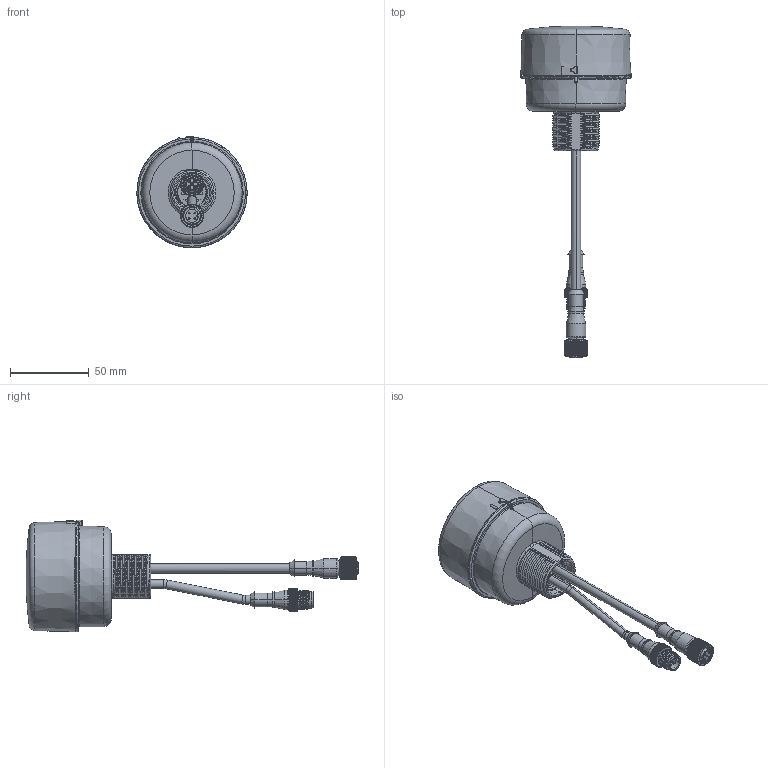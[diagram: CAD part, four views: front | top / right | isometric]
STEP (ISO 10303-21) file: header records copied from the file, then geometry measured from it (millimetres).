
FILE_DESCRIPTION((''),'2;1');
FILE_NAME('228429_SM01_ASM','2022-03-11T14:31:03',('PDMAdmin'),('BANNER ENGINEERING'),'CREO PARAMETRIC BY PTC INC, 2019292','CREO PARAMETRIC BY PTC INC, 2019292','');
FILE_SCHEMA(('CONFIG_CONTROL_DESIGN'));
Length unit declared in the file: millimetre
Products named in the file (2): 228429_EP01; 228429_SM01_ASM
Assembly tree (1 placements, depth 2):
  228429_SM01_ASM
    228429_EP01
Bounding box: 70 x 210.77 x 70.76 mm (x, y, z)
Volume: 209490.7 mm3; surface area: 36700.8 mm2
Topology: 1 solids, 2 shells, 6196 faces, 13696 edges, 7543 vertices
Faces by surface type: bspline 3991, cylinder 1333, plane 737, cone 61, torus 36, sphere 36, revolution 2
Entity records: 266324 total; most frequent: CARTESIAN_POINT 165299, ORIENTED_EDGE 27356, EDGE_CURVE 13678, B_SPLINE_CURVE_WITH_KNOTS 10577, DIRECTION 8538, VERTEX_POINT 7543, EDGE_LOOP 6279, FACE_OUTER_BOUND 6196
